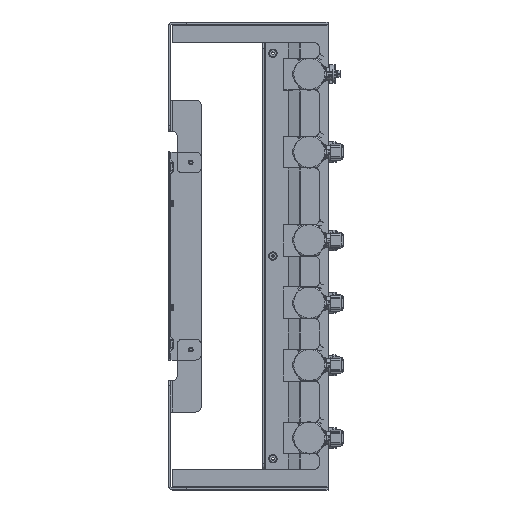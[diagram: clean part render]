
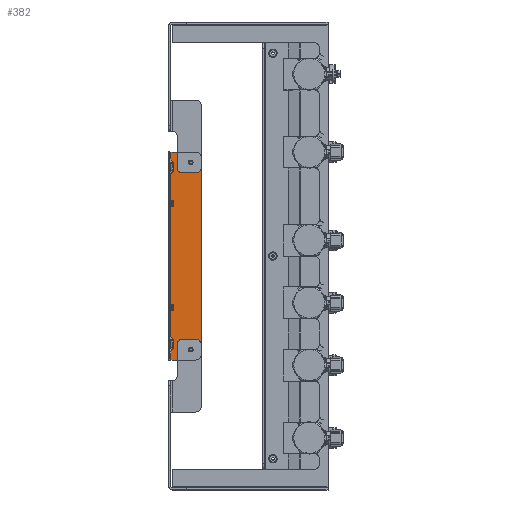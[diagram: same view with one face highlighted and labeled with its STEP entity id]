
A CAD part, top view. The second image highlights one B-rep face of the part: STEP entity #382.
In plain terms, the highlighted planar face has unit normal (0, 0, 1).
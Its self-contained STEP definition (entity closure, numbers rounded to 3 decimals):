
#279=CARTESIAN_POINT('Axis2P3D Location',(370.46,133.287,-340.46)) ;
#284=CARTESIAN_POINT('Line Origine',(347.46,40.787,-340.46)) ;
#288=CARTESIAN_POINT('Vertex',(347.46,33.287,-340.46)) ;
#290=CARTESIAN_POINT('Vertex',(347.46,48.287,-340.46)) ;
#293=CARTESIAN_POINT('Axis2P3D Location',(352.46,48.287,-340.46)) ;
#297=CARTESIAN_POINT('Vertex',(352.46,53.287,-340.46)) ;
#300=CARTESIAN_POINT('Line Origine',(358.96,53.287,-340.46)) ;
#304=CARTESIAN_POINT('Vertex',(365.46,53.287,-340.46)) ;
#307=CARTESIAN_POINT('Axis2P3D Location',(365.46,48.287,-340.46)) ;
#311=CARTESIAN_POINT('Vertex',(370.46,48.287,-340.46)) ;
#314=CARTESIAN_POINT('Line Origine',(370.46,133.287,-340.46)) ;
#318=CARTESIAN_POINT('Vertex',(370.46,218.287,-340.46)) ;
#321=CARTESIAN_POINT('Axis2P3D Location',(365.46,218.287,-340.46)) ;
#325=CARTESIAN_POINT('Vertex',(365.46,213.287,-340.46)) ;
#328=CARTESIAN_POINT('Line Origine',(358.96,213.287,-340.46)) ;
#332=CARTESIAN_POINT('Vertex',(352.46,213.287,-340.46)) ;
#335=CARTESIAN_POINT('Axis2P3D Location',(352.46,218.287,-340.46)) ;
#339=CARTESIAN_POINT('Vertex',(347.46,218.287,-340.46)) ;
#342=CARTESIAN_POINT('Line Origine',(347.46,225.787,-340.46)) ;
#346=CARTESIAN_POINT('Vertex',(347.46,233.287,-340.46)) ;
#349=CARTESIAN_POINT('Line Origine',(344.46,233.287,-340.46)) ;
#353=CARTESIAN_POINT('Vertex',(341.46,233.287,-340.46)) ;
#356=CARTESIAN_POINT('Line Origine',(341.46,133.287,-340.46)) ;
#360=CARTESIAN_POINT('Vertex',(341.46,33.287,-340.46)) ;
#363=CARTESIAN_POINT('Line Origine',(344.46,33.287,-340.46)) ;
#286=VECTOR('Line Direction',#285,1.) ;
#302=VECTOR('Line Direction',#301,1.) ;
#316=VECTOR('Line Direction',#315,1.) ;
#330=VECTOR('Line Direction',#329,1.) ;
#344=VECTOR('Line Direction',#343,1.) ;
#351=VECTOR('Line Direction',#350,1.) ;
#358=VECTOR('Line Direction',#357,1.) ;
#365=VECTOR('Line Direction',#364,1.) ;
#280=DIRECTION('Axis2P3D Direction',(0.,0.,1.)) ;
#281=DIRECTION('Axis2P3D XDirection',(-1.,0.,0.)) ;
#285=DIRECTION('Vector Direction',(0.,1.,0.)) ;
#294=DIRECTION('Axis2P3D Direction',(0.,0.,1.)) ;
#301=DIRECTION('Vector Direction',(-1.,0.,0.)) ;
#308=DIRECTION('Axis2P3D Direction',(0.,0.,1.)) ;
#315=DIRECTION('Vector Direction',(0.,-1.,0.)) ;
#322=DIRECTION('Axis2P3D Direction',(0.,0.,1.)) ;
#329=DIRECTION('Vector Direction',(-1.,0.,0.)) ;
#336=DIRECTION('Axis2P3D Direction',(0.,0.,1.)) ;
#343=DIRECTION('Vector Direction',(0.,1.,0.)) ;
#350=DIRECTION('Vector Direction',(-1.,0.,0.)) ;
#357=DIRECTION('Vector Direction',(0.,-1.,0.)) ;
#364=DIRECTION('Vector Direction',(-1.,0.,0.)) ;
#282=AXIS2_PLACEMENT_3D('Plane Axis2P3D',#279,#280,#281) ;
#295=AXIS2_PLACEMENT_3D('Circle Axis2P3D',#293,#294,$) ;
#309=AXIS2_PLACEMENT_3D('Circle Axis2P3D',#307,#308,$) ;
#323=AXIS2_PLACEMENT_3D('Circle Axis2P3D',#321,#322,$) ;
#337=AXIS2_PLACEMENT_3D('Circle Axis2P3D',#335,#336,$) ;
#287=LINE('Line',#284,#286) ;
#303=LINE('Line',#300,#302) ;
#317=LINE('Line',#314,#316) ;
#331=LINE('Line',#328,#330) ;
#345=LINE('Line',#342,#344) ;
#352=LINE('Line',#349,#351) ;
#359=LINE('Line',#356,#358) ;
#366=LINE('Line',#363,#365) ;
#296=CIRCLE('generated circle',#295,5.) ;
#310=CIRCLE('generated circle',#309,5.) ;
#324=CIRCLE('generated circle',#323,5.) ;
#338=CIRCLE('generated circle',#337,5.) ;
#283=PLANE('',#282) ;
#292=EDGE_CURVE('',#289,#291,#287,.T.) ;
#299=EDGE_CURVE('',#298,#291,#296,.T.) ;
#306=EDGE_CURVE('',#305,#298,#303,.T.) ;
#313=EDGE_CURVE('',#312,#305,#310,.T.) ;
#320=EDGE_CURVE('',#319,#312,#317,.T.) ;
#327=EDGE_CURVE('',#326,#319,#324,.T.) ;
#334=EDGE_CURVE('',#326,#333,#331,.T.) ;
#341=EDGE_CURVE('',#340,#333,#338,.T.) ;
#348=EDGE_CURVE('',#340,#347,#345,.T.) ;
#355=EDGE_CURVE('',#347,#354,#352,.T.) ;
#362=EDGE_CURVE('',#354,#361,#359,.T.) ;
#367=EDGE_CURVE('',#289,#361,#366,.T.) ;
#369=ORIENTED_EDGE('',*,*,#292,.T.) ;
#370=ORIENTED_EDGE('',*,*,#299,.F.) ;
#371=ORIENTED_EDGE('',*,*,#306,.F.) ;
#372=ORIENTED_EDGE('',*,*,#313,.F.) ;
#373=ORIENTED_EDGE('',*,*,#320,.F.) ;
#374=ORIENTED_EDGE('',*,*,#327,.F.) ;
#375=ORIENTED_EDGE('',*,*,#334,.T.) ;
#376=ORIENTED_EDGE('',*,*,#341,.F.) ;
#377=ORIENTED_EDGE('',*,*,#348,.T.) ;
#378=ORIENTED_EDGE('',*,*,#355,.T.) ;
#379=ORIENTED_EDGE('',*,*,#362,.T.) ;
#380=ORIENTED_EDGE('',*,*,#367,.F.) ;
#368=EDGE_LOOP('',(#369,#370,#371,#372,#373,#374,#375,#376,#377,#378,#379,#380)) ;
#289=VERTEX_POINT('',#288) ;
#291=VERTEX_POINT('',#290) ;
#298=VERTEX_POINT('',#297) ;
#305=VERTEX_POINT('',#304) ;
#312=VERTEX_POINT('',#311) ;
#319=VERTEX_POINT('',#318) ;
#326=VERTEX_POINT('',#325) ;
#333=VERTEX_POINT('',#332) ;
#340=VERTEX_POINT('',#339) ;
#347=VERTEX_POINT('',#346) ;
#354=VERTEX_POINT('',#353) ;
#361=VERTEX_POINT('',#360) ;
#382=ADVANCED_FACE('PartBody',(#381),#283,.T.) ;
#381=FACE_OUTER_BOUND('',#368,.T.) ;
